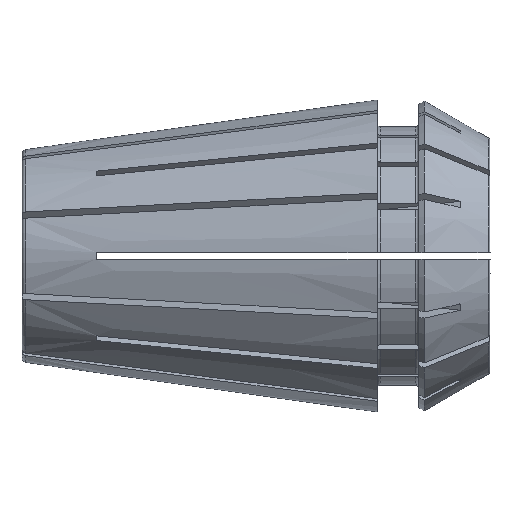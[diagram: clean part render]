
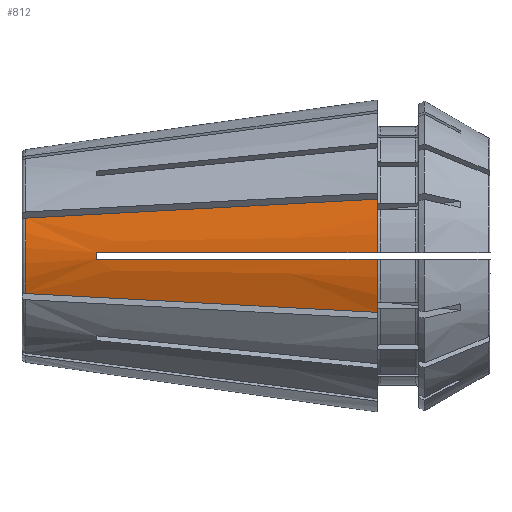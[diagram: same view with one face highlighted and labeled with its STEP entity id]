
A CAD part, top view. The second image highlights one B-rep face of the part: STEP entity #812.
In plain terms, the highlighted conical face has half-angle 8 degrees and reference radius 10.5 mm.
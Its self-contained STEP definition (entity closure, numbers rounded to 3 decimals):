
#812 = ADVANCED_FACE( '', ( #1619 ), #1620, .T. );
#1619 = FACE_OUTER_BOUND( '', #2418, .T. );
#1620 = CONICAL_SURFACE( '', #2419, 10.5, 0.14 );
#2418 = EDGE_LOOP( '', ( #5029, #5030, #5031, #5032, #5033, #5034, #5035, #5036 ) );
#2419 = AXIS2_PLACEMENT_3D( '', #5037, #5038, #5039 );
#5029 = ORIENTED_EDGE( '', *, *, #5730, .T. );
#5030 = ORIENTED_EDGE( '', *, *, #5874, .T. );
#5031 = ORIENTED_EDGE( '', *, *, #5407, .T. );
#5032 = ORIENTED_EDGE( '', *, *, #5955, .F. );
#5033 = ORIENTED_EDGE( '', *, *, #5303, .T. );
#5034 = ORIENTED_EDGE( '', *, *, #5192, .T. );
#5035 = ORIENTED_EDGE( '', *, *, #5110, .F. );
#5036 = ORIENTED_EDGE( '', *, *, #6080, .F. );
#5037 = CARTESIAN_POINT( '', ( -7.6, 0., 0. ) );
#5038 = DIRECTION( '', ( 1., 0., 0. ) );
#5039 = DIRECTION( '', ( 0., 0., -1. ) );
#5110 = EDGE_CURVE( '', #6208, #6209, #6210, .T. );
#5192 = EDGE_CURVE( '', #6332, #6209, #6357, .F. );
#5303 = EDGE_CURVE( '', #6549, #6332, #6550, .T. );
#5407 = EDGE_CURVE( '', #6716, #6720, #6722, .F. );
#5730 = EDGE_CURVE( '', #7226, #7224, #7227, .T. );
#5874 = EDGE_CURVE( '', #7224, #6716, #7426, .T. );
#5955 = EDGE_CURVE( '', #6549, #6720, #7514, .T. );
#6080 = EDGE_CURVE( '', #7226, #6208, #7648, .F. );
#6208 = VERTEX_POINT( '', #7865 );
#6209 = VERTEX_POINT( '', #7866 );
#6210 = CIRCLE( '', #7867, 7.844 );
#6332 = VERTEX_POINT( '', #8088 );
#6357 = B_SPLINE_CURVE_WITH_KNOTS( '', 3, ( #8157, #8158, #8159, #8160, #8161, #8162, #8163, #8164, #8165, #8166 ), .UNSPECIFIED., .F., .F., ( 4, 3, 3, 4 ), ( 0.012, 0.014, 0.029, 0.031 ), .UNSPECIFIED. );
#6549 = VERTEX_POINT( '', #8566 );
#6550 = CIRCLE( '', #8567, 10.5 );
#6716 = VERTEX_POINT( '', #8866 );
#6720 = VERTEX_POINT( '', #8875 );
#6722 = CIRCLE( '', #8882, 7.177 );
#7224 = VERTEX_POINT( '', #9987 );
#7226 = VERTEX_POINT( '', #9990 );
#7227 = CIRCLE( '', #9991, 10.5 );
#7426 = B_SPLINE_CURVE_WITH_KNOTS( '', 3, ( #10340, #10341, #10342, #10343, #10344, #10345, #10346 ), .UNSPECIFIED., .F., .F., ( 4, 3, 4 ), ( 0., 0.018, 0.024 ), .UNSPECIFIED. );
#7514 = B_SPLINE_CURVE_WITH_KNOTS( '', 3, ( #10521, #10522, #10523, #10524, #10525, #10526, #10527 ), .UNSPECIFIED., .F., .F., ( 4, 3, 4 ), ( 0., 0.018, 0.024 ), .UNSPECIFIED. );
#7648 = B_SPLINE_CURVE_WITH_KNOTS( '', 3, ( #10770, #10771, #10772, #10773, #10774, #10775, #10776, #10777, #10778, #10779 ), .UNSPECIFIED., .F., .F., ( 4, 3, 3, 4 ), ( 0.012, 0.014, 0.029, 0.031 ), .UNSPECIFIED. );
#7865 = CARTESIAN_POINT( '', ( -26.5, 0.225, 7.841 ) );
#7866 = CARTESIAN_POINT( '', ( -26.5, -0.225, 7.841 ) );
#7867 = AXIS2_PLACEMENT_3D( '', #10875, #10876, #10877 );
#8088 = CARTESIAN_POINT( '', ( -7.6, -0.225, 10.498 ) );
#8157 = CARTESIAN_POINT( '', ( -26.5, -0.225, 7.841 ) );
#8158 = CARTESIAN_POINT( '', ( -25.735, -0.225, 7.948 ) );
#8159 = CARTESIAN_POINT( '', ( -24.97, -0.225, 8.056 ) );
#8160 = CARTESIAN_POINT( '', ( -24.204, -0.225, 8.163 ) );
#8161 = CARTESIAN_POINT( '', ( -19.472, -0.225, 8.829 ) );
#8162 = CARTESIAN_POINT( '', ( -14.739, -0.225, 9.494 ) );
#8163 = CARTESIAN_POINT( '', ( -10.007, -0.225, 10.159 ) );
#8164 = CARTESIAN_POINT( '', ( -9.204, -0.225, 10.272 ) );
#8165 = CARTESIAN_POINT( '', ( -8.402, -0.225, 10.385 ) );
#8166 = CARTESIAN_POINT( '', ( -7.6, -0.225, 10.498 ) );
#8566 = CARTESIAN_POINT( '', ( -7.6, -3.809, 9.785 ) );
#8567 = AXIS2_PLACEMENT_3D( '', #11063, #11064, #11065 );
#8866 = CARTESIAN_POINT( '', ( -31.242, 2.537, 6.714 ) );
#8875 = CARTESIAN_POINT( '', ( -31.242, -2.537, 6.714 ) );
#8882 = AXIS2_PLACEMENT_3D( '', #11166, #11167, #11168 );
#9987 = CARTESIAN_POINT( '', ( -7.6, 3.809, 9.785 ) );
#9990 = CARTESIAN_POINT( '', ( -7.6, 0.225, 10.498 ) );
#9991 = AXIS2_PLACEMENT_3D( '', #11442, #11443, #11444 );
#10340 = CARTESIAN_POINT( '', ( -7.6, 3.809, 9.785 ) );
#10341 = CARTESIAN_POINT( '', ( -13.685, 3.482, 8.994 ) );
#10342 = CARTESIAN_POINT( '', ( -19.77, 3.155, 8.204 ) );
#10343 = CARTESIAN_POINT( '', ( -25.855, 2.827, 7.414 ) );
#10344 = CARTESIAN_POINT( '', ( -27.65, 2.731, 7.18 ) );
#10345 = CARTESIAN_POINT( '', ( -29.446, 2.634, 6.947 ) );
#10346 = CARTESIAN_POINT( '', ( -31.242, 2.537, 6.714 ) );
#10521 = CARTESIAN_POINT( '', ( -7.6, -3.809, 9.785 ) );
#10522 = CARTESIAN_POINT( '', ( -13.685, -3.482, 8.994 ) );
#10523 = CARTESIAN_POINT( '', ( -19.77, -3.155, 8.204 ) );
#10524 = CARTESIAN_POINT( '', ( -25.855, -2.827, 7.414 ) );
#10525 = CARTESIAN_POINT( '', ( -27.65, -2.731, 7.18 ) );
#10526 = CARTESIAN_POINT( '', ( -29.446, -2.634, 6.947 ) );
#10527 = CARTESIAN_POINT( '', ( -31.242, -2.537, 6.714 ) );
#10770 = CARTESIAN_POINT( '', ( -26.5, 0.225, 7.841 ) );
#10771 = CARTESIAN_POINT( '', ( -25.735, 0.225, 7.948 ) );
#10772 = CARTESIAN_POINT( '', ( -24.97, 0.225, 8.056 ) );
#10773 = CARTESIAN_POINT( '', ( -24.204, 0.225, 8.163 ) );
#10774 = CARTESIAN_POINT( '', ( -19.472, 0.225, 8.829 ) );
#10775 = CARTESIAN_POINT( '', ( -14.739, 0.225, 9.494 ) );
#10776 = CARTESIAN_POINT( '', ( -10.007, 0.225, 10.159 ) );
#10777 = CARTESIAN_POINT( '', ( -9.204, 0.225, 10.272 ) );
#10778 = CARTESIAN_POINT( '', ( -8.402, 0.225, 10.385 ) );
#10779 = CARTESIAN_POINT( '', ( -7.6, 0.225, 10.498 ) );
#10875 = CARTESIAN_POINT( '', ( -26.5, 0., 0. ) );
#10876 = DIRECTION( '', ( 1., 0., 0. ) );
#10877 = DIRECTION( '', ( 0., 0., -1. ) );
#11063 = CARTESIAN_POINT( '', ( -7.6, 0., 0. ) );
#11064 = DIRECTION( '', ( -1., 0., 0. ) );
#11065 = DIRECTION( '', ( 0., 0., 1. ) );
#11166 = CARTESIAN_POINT( '', ( -31.242, 0., 0. ) );
#11167 = DIRECTION( '', ( -1., 0., 0. ) );
#11168 = DIRECTION( '', ( 0., 0., 1. ) );
#11442 = CARTESIAN_POINT( '', ( -7.6, 0., 0. ) );
#11443 = DIRECTION( '', ( -1., 0., 0. ) );
#11444 = DIRECTION( '', ( 0., 0., 1. ) );
